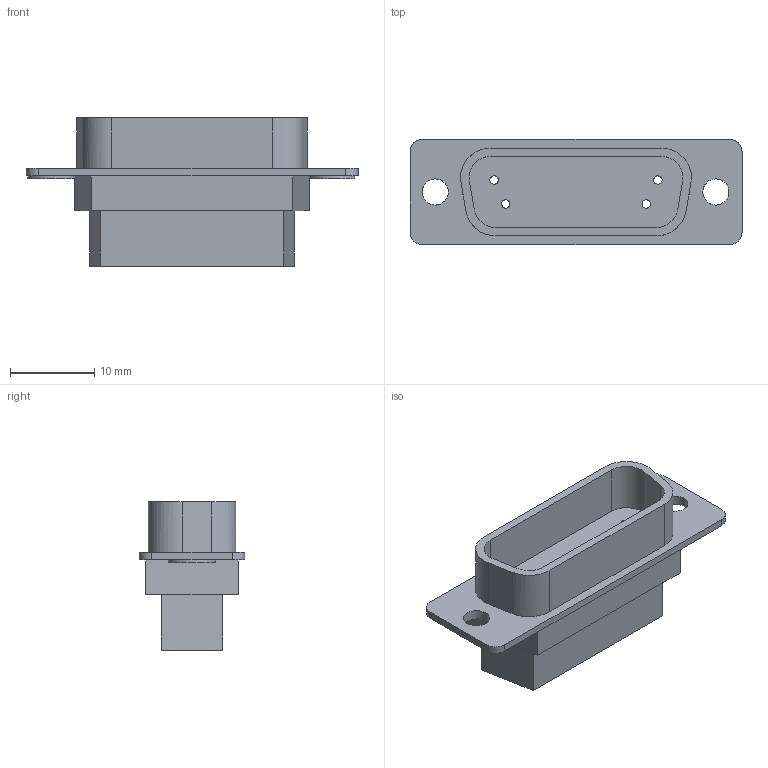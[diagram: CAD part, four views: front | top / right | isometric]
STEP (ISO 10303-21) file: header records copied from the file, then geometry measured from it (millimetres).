
FILE_DESCRIPTION((''),'2;1');
FILE_NAME('0967_D-Sub_male_crimp_contacts_15_poles.stp', '2007-08-02T15:54:27',('User'),('SDRC'),'I-DEAS Master Series 9','UNIX', 'Yes');
FILE_SCHEMA(('AUTOMOTIVE_DESIGN { 1 0 10303 214 1 1 1 1 }'));
Length unit declared in the file: millimetre
Products named in the file (1): 0967_D-Sub_male_crimp_contacts_15_poles
Bounding box: 39.4 x 12.5 x 17.6 mm (x, y, z)
Volume: 3005.3 mm3; surface area: 2788.4 mm2
Topology: 1 solids, 1 shells, 56 faces, 132 edges, 88 vertices
Faces by surface type: bspline 56
Entity records: 1719 total; most frequent: CARTESIAN_POINT 865, ORIENTED_EDGE 264, EDGE_CURVE 132, VERTEX_POINT 88, EDGE_LOOP 78, QUASI_UNIFORM_CURVE 57, FACE_OUTER_BOUND 56, ADVANCED_FACE 56
